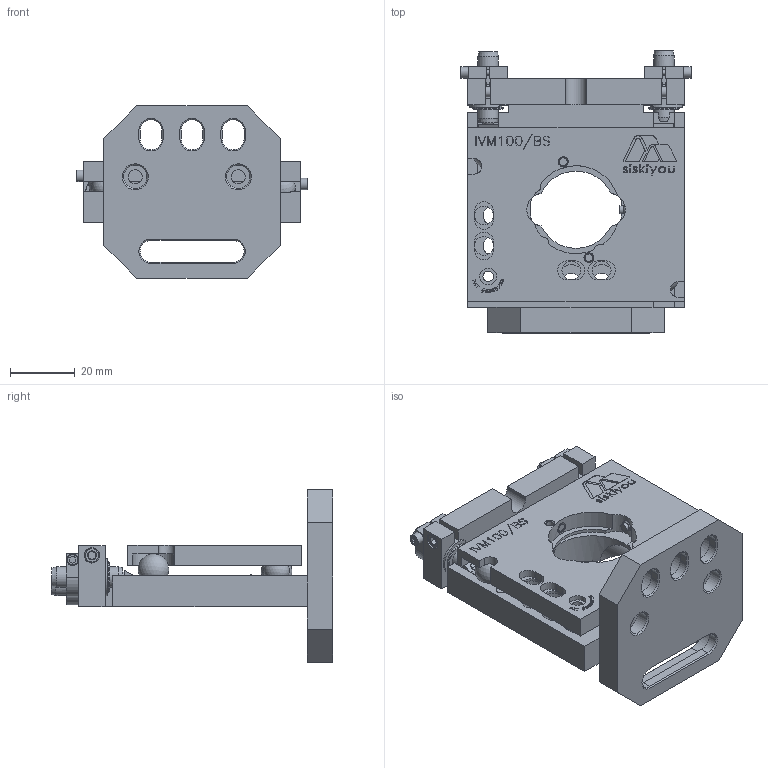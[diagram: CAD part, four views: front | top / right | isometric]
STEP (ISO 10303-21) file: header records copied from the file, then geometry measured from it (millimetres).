
FILE_DESCRIPTION (( 'STEP AP203' ), '1' );
FILE_NAME ('65240000E_step.STEP', '2019-04-11T19:35:28', ( '' ), ( '' ), 'SwSTEP 2.0', 'SolidWorks 2016', '' );
FILE_SCHEMA (( 'CONFIG_CONTROL_DESIGN' ));
Length unit declared in the file: inch
Products named in the file (1): 65240000E_step
Bounding box: 71.6 x 87.21 x 53.34 mm (x, y, z)
Volume: 75656.8 mm3; surface area: 32544.1 mm2
Topology: 3 solids, 3 shells, 1482 faces, 4087 edges, 2671 vertices
Faces by surface type: plane 1035, bspline 212, cylinder 153, cone 78, sphere 4
Full cylindrical faces by diameter (mm): 1.587 x2, 1.778 x2, 2.381 x2, 2.388 x2, 3.175 x2, 3.239 x2, 3.454 x4, 3.556 x2, 3.861 x1, 4.343 x2, 4.648 x2, 4.775 x2, 4.953 x2, 5.182 x2, 5.791 x8, 6.35 x4, 7.137 x2, 8.433 x8, 8.509 x2, 9.487 x4, 28.448 x1
Entity records: 50919 total; most frequent: CARTESIAN_POINT 14848, ORIENTED_EDGE 7896, DIRECTION 6463, EDGE_CURVE 3948, VECTOR 3033, LINE 3033, VERTEX_POINT 2628, AXIS2_PLACEMENT_3D 1715
